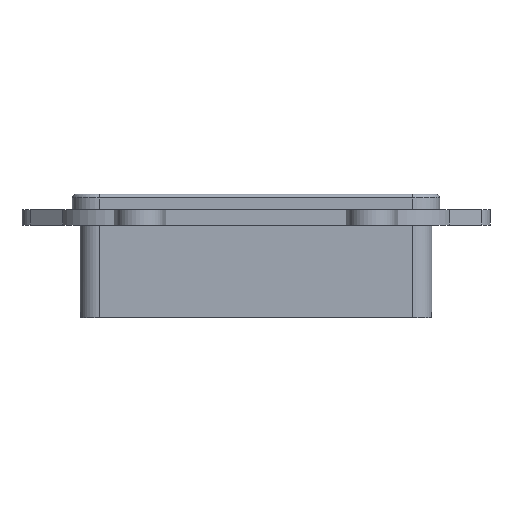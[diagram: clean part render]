
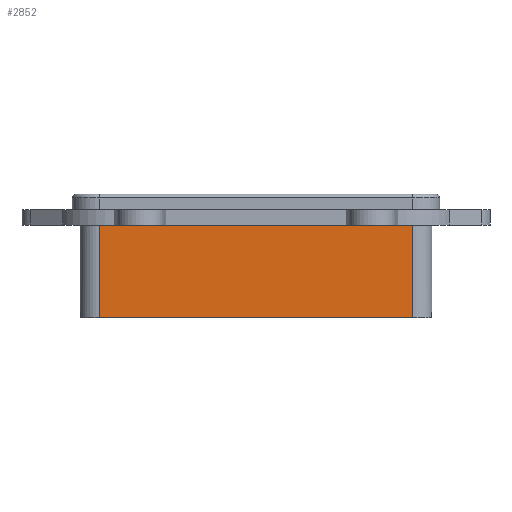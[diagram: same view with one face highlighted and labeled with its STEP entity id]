
A CAD part, front view. The second image highlights one B-rep face of the part: STEP entity #2852.
In plain terms, the highlighted planar face has unit normal (0, -1, 0).
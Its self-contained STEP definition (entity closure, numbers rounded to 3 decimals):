
#119=LINE('',#5125,#379);
#136=LINE('',#5173,#396);
#137=LINE('',#5176,#397);
#138=LINE('',#5177,#398);
#379=VECTOR('',#3399,10.);
#396=VECTOR('',#3440,10.);
#397=VECTOR('',#3445,10.);
#398=VECTOR('',#3446,10.);
#632=PLANE('',#3064);
#736=FACE_OUTER_BOUND('',#904,.T.);
#904=EDGE_LOOP('',(#2061,#2062,#2063,#2064));
#1290=VERTEX_POINT('',#5122);
#1291=VERTEX_POINT('',#5124);
#1309=VERTEX_POINT('',#5170);
#1310=VERTEX_POINT('',#5172);
#1581=EDGE_CURVE('',#1291,#1290,#119,.T.);
#1605=EDGE_CURVE('',#1309,#1310,#136,.T.);
#1607=EDGE_CURVE('',#1291,#1309,#137,.T.);
#1608=EDGE_CURVE('',#1290,#1310,#138,.T.);
#2061=ORIENTED_EDGE('',*,*,#1607,.F.);
#2062=ORIENTED_EDGE('',*,*,#1581,.T.);
#2063=ORIENTED_EDGE('',*,*,#1608,.T.);
#2064=ORIENTED_EDGE('',*,*,#1605,.F.);
#2852=ADVANCED_FACE('',(#736),#632,.F.);
#3064=AXIS2_PLACEMENT_3D('',#5175,#3443,#3444);
#3399=DIRECTION('',(0.,0.,1.));
#3440=DIRECTION('',(0.,0.,1.));
#3443=DIRECTION('center_axis',(0.,1.,0.));
#3444=DIRECTION('ref_axis',(-1.,0.,0.));
#3445=DIRECTION('',(-1.,0.,0.));
#3446=DIRECTION('',(-1.,0.,0.));
#5122=CARTESIAN_POINT('',(90.5,5.5,24.));
#5124=CARTESIAN_POINT('',(90.5,5.5,0.));
#5125=CARTESIAN_POINT('',(90.5,5.5,0.));
#5170=CARTESIAN_POINT('',(9.5,5.5,0.));
#5172=CARTESIAN_POINT('',(9.5,5.5,24.));
#5173=CARTESIAN_POINT('',(9.5,5.5,0.));
#5175=CARTESIAN_POINT('Origin',(90.5,5.5,0.));
#5176=CARTESIAN_POINT('',(70.25,5.5,0.));
#5177=CARTESIAN_POINT('',(90.5,5.5,24.));
